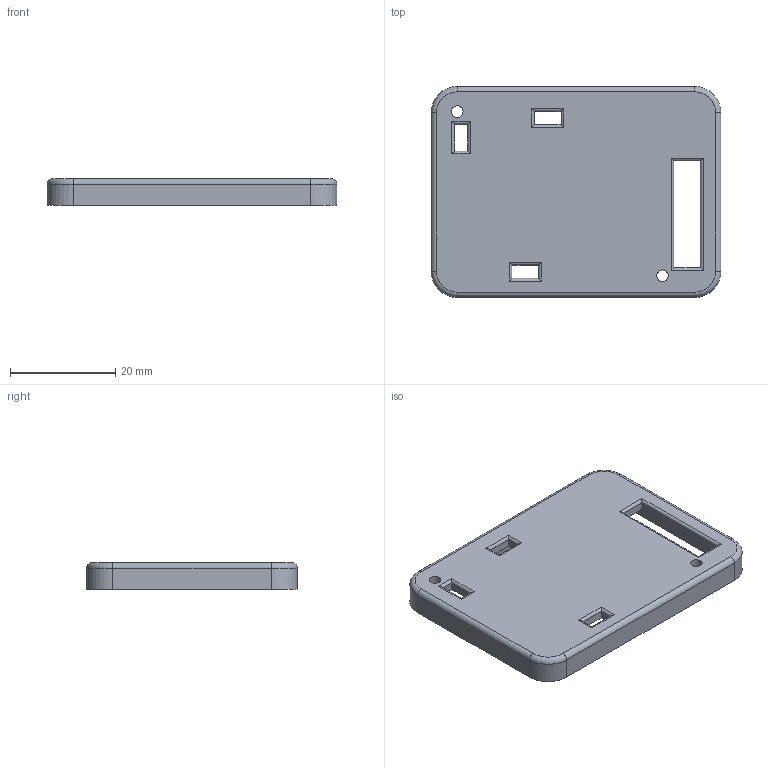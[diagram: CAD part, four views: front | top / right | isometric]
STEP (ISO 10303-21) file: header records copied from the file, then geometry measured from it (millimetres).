
FILE_DESCRIPTION(('FreeCAD Model'),'2;1');
FILE_NAME('Open CASCADE Shape Model','2025-07-13T11:11:32',('Author'),( ''),'Open CASCADE STEP processor 7.8','FreeCAD','Unknown');
FILE_SCHEMA(('AUTOMOTIVE_DESIGN { 1 0 10303 214 1 1 1 1 }'));
Length unit declared in the file: millimetre
Products named in the file (2): top; Body001
Assembly tree (1 placements, depth 2):
  top
    Body001
Bounding box: 55 x 40 x 5 mm (x, y, z)
Volume: 5233.4 mm3; surface area: 5528.6 mm2
Topology: 1 solids, 1 shells, 71 faces, 181 edges, 112 vertices
Faces by surface type: cylinder 35, plane 30, torus 6
Full cylindrical faces by diameter (mm): 2.2 x2
Entity records: 2191 total; most frequent: DIRECTION 387, CARTESIAN_POINT 366, ORIENTED_EDGE 362, EDGE_CURVE 181, AXIS2_PLACEMENT_3D 133, LINE 121, VECTOR 121, VERTEX_POINT 112
